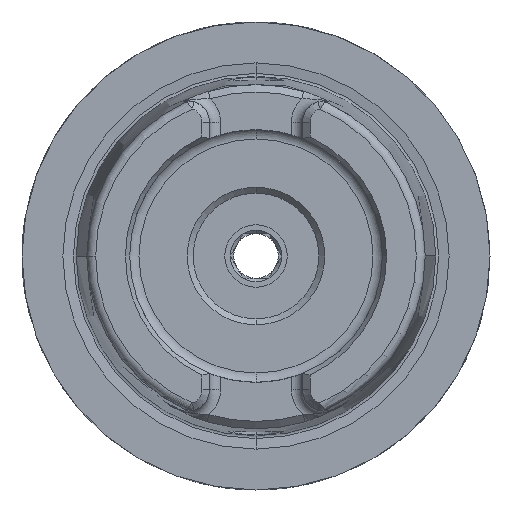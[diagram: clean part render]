
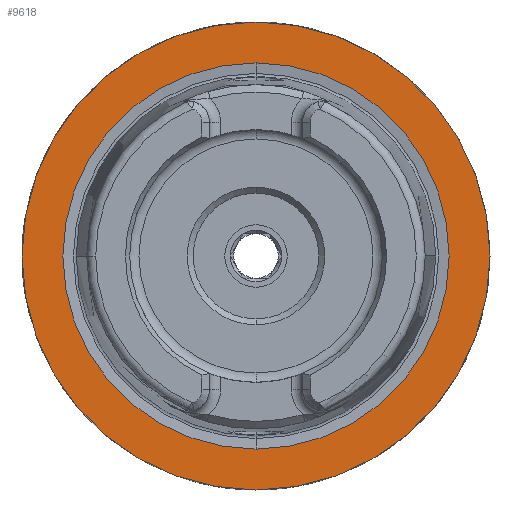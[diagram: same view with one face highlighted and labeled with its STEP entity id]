
A CAD part, left-side view. The second image highlights one B-rep face of the part: STEP entity #9618.
In plain terms, the highlighted planar face has unit normal (-1, 0, 0).
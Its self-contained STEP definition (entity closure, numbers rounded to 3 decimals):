
#45 = ORIENTED_EDGE ( 'NONE', *, *, #14219, .F. ) ;
#498 = DIRECTION ( 'NONE',  ( -1., 0., 0. ) ) ;
#980 = CIRCLE ( 'NONE', #5774, 31.5 ) ;
#1101 = CARTESIAN_POINT ( 'NONE',  ( 0., 0., 0. ) ) ;
#1424 = VERTEX_POINT ( 'NONE', #9938 ) ;
#1443 = ORIENTED_EDGE ( 'NONE', *, *, #11658, .F. ) ;
#1490 = VERTEX_POINT ( 'NONE', #4409 ) ;
#2028 = AXIS2_PLACEMENT_3D ( 'NONE', #1101, #9675, #2313 ) ;
#2107 = CARTESIAN_POINT ( 'NONE',  ( 0., 0., 25.995 ) ) ;
#2262 = PLANE ( 'NONE',  #2028 ) ;
#2313 = DIRECTION ( 'NONE',  ( 0., 0., -1. ) ) ;
#2415 = ORIENTED_EDGE ( 'NONE', *, *, #11189, .T. ) ;
#2835 = CIRCLE ( 'NONE', #3927, 25.995 ) ;
#3927 = AXIS2_PLACEMENT_3D ( 'NONE', #5237, #13876, #6472 ) ;
#4409 = CARTESIAN_POINT ( 'NONE',  ( 0., 0., -25.995 ) ) ;
#4438 = VERTEX_POINT ( 'NONE', #15964 ) ;
#4904 = EDGE_LOOP ( 'NONE', ( #1443, #45 ) ) ;
#5237 = CARTESIAN_POINT ( 'NONE',  ( 0., 0., 0. ) ) ;
#5376 = CARTESIAN_POINT ( 'NONE',  ( 0., 0., 0. ) ) ;
#5774 = AXIS2_PLACEMENT_3D ( 'NONE', #7834, #498, #9084 ) ;
#5780 = DIRECTION ( 'NONE',  ( -1., 0., 0. ) ) ;
#6472 = DIRECTION ( 'NONE',  ( 0., 0., 1. ) ) ;
#6606 = DIRECTION ( 'NONE',  ( 0., 0., 1. ) ) ;
#7446 = FACE_OUTER_BOUND ( 'NONE', #15796, .T. ) ;
#7527 = ORIENTED_EDGE ( 'NONE', *, *, #11913, .T. ) ;
#7743 = AXIS2_PLACEMENT_3D ( 'NONE', #13157, #5780, #14428 ) ;
#7834 = CARTESIAN_POINT ( 'NONE',  ( 0., 0., 0. ) ) ;
#9084 = DIRECTION ( 'NONE',  ( 0., 0., 1. ) ) ;
#9535 = VERTEX_POINT ( 'NONE', #2107 ) ;
#9618 = ADVANCED_FACE ( 'NONE', ( #7446, #10741 ), #2262, .F. ) ;
#9675 = DIRECTION ( 'NONE',  ( 1., 0., 0. ) ) ;
#9938 = CARTESIAN_POINT ( 'NONE',  ( 0., 0., -31.5 ) ) ;
#10456 = CIRCLE ( 'NONE', #12253, 25.995 ) ;
#10741 = FACE_BOUND ( 'NONE', #4904, .T. ) ;
#11189 = EDGE_CURVE ( 'NONE', #1424, #4438, #980, .T. ) ;
#11658 = EDGE_CURVE ( 'NONE', #9535, #1490, #2835, .T. ) ;
#11913 = EDGE_CURVE ( 'NONE', #4438, #1424, #13424, .T. ) ;
#12253 = AXIS2_PLACEMENT_3D ( 'NONE', #5376, #14021, #6606 ) ;
#13157 = CARTESIAN_POINT ( 'NONE',  ( 0., 0., 0. ) ) ;
#13424 = CIRCLE ( 'NONE', #7743, 31.5 ) ;
#13876 = DIRECTION ( 'NONE',  ( -1., 0., 0. ) ) ;
#14021 = DIRECTION ( 'NONE',  ( -1., 0., 0. ) ) ;
#14219 = EDGE_CURVE ( 'NONE', #1490, #9535, #10456, .T. ) ;
#14428 = DIRECTION ( 'NONE',  ( 0., 0., 1. ) ) ;
#15796 = EDGE_LOOP ( 'NONE', ( #7527, #2415 ) ) ;
#15964 = CARTESIAN_POINT ( 'NONE',  ( 0., 0., 31.5 ) ) ;
